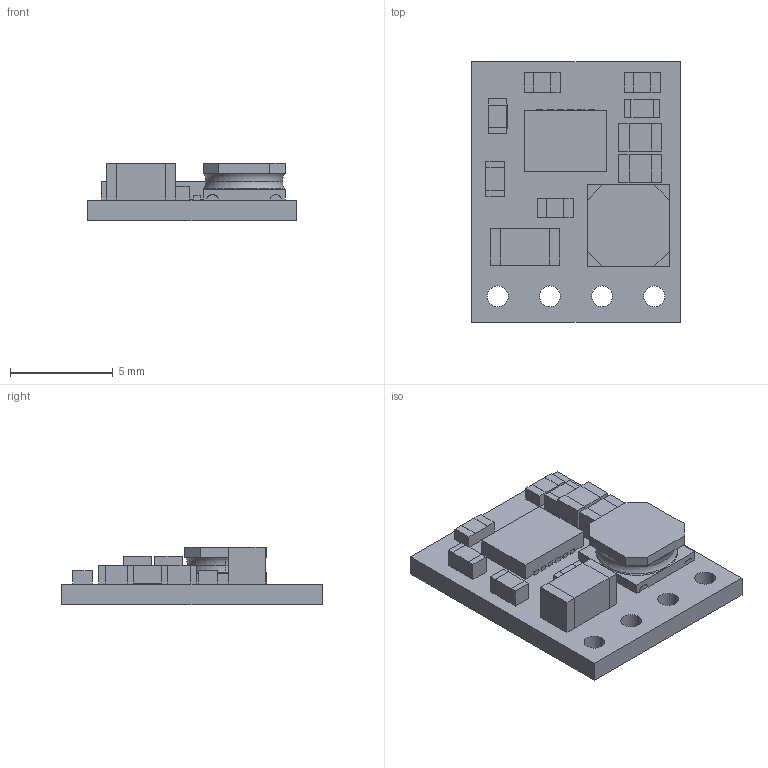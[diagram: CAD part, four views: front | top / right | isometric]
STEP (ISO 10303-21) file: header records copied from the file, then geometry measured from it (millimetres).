
FILE_DESCRIPTION (( 'STEP AP214' ), '1' );
FILE_NAME ('pololu-xv-500ma-step-down-voltage-regilator-d24v5fx.step', '2018-04-24T22:15:01', ( '' ), ( '' ), 'SwSTEP 2.0', 'SolidWorks 2016', '' );
FILE_SCHEMA (( 'AUTOMOTIVE_DESIGN' ));
Length unit declared in the file: millimetre
Products named in the file (1): pololu-xv-500ma-step-down-voltage-regilator-d24v5fx
Bounding box: 10.16 x 12.7 x 2.82 mm (x, y, z)
Volume: 189 mm3; surface area: 425 mm2
Topology: 1 solids, 1 shells, 588 faces, 1609 edges, 1061 vertices
Faces by surface type: plane 404, bspline 162, cylinder 16, torus 4, cone 2
Entity records: 30604 total; most frequent: CARTESIAN_POINT 10302, ORIENTED_EDGE 3218, DIRECTION 2142, EDGE_CURVE 1609, VECTOR 1196, LINE 1196, VERTEX_POINT 1061, EDGE_LOOP 658
